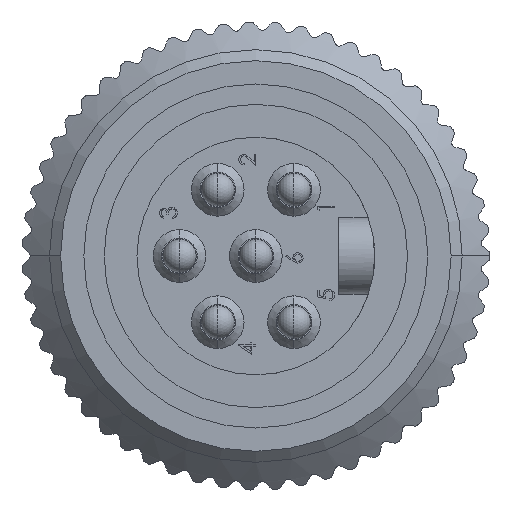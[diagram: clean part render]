
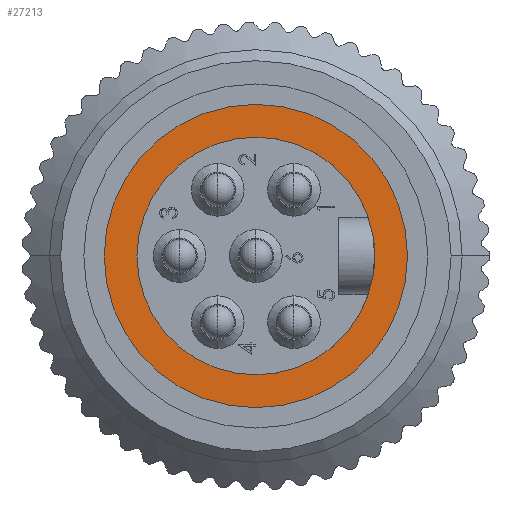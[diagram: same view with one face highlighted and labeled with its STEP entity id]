
A CAD part, left-side view. The second image highlights one B-rep face of the part: STEP entity #27213.
In plain terms, the highlighted planar face has unit normal (-1, 0, 0).
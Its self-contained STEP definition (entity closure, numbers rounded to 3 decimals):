
#365 = VERTEX_POINT ( 'NONE', #33342 ) ;
#647 = FACE_BOUND ( 'NONE', #5295, .T. ) ;
#795 = ORIENTED_EDGE ( 'NONE', *, *, #5486, .T. ) ;
#1223 = VERTEX_POINT ( 'NONE', #10656 ) ;
#2310 = VERTEX_POINT ( 'NONE', #29709 ) ;
#2364 = ORIENTED_EDGE ( 'NONE', *, *, #16770, .F. ) ;
#2765 = ORIENTED_EDGE ( 'NONE', *, *, #15643, .F. ) ;
#3633 = CARTESIAN_POINT ( 'NONE',  ( -7.01, 0., 0. ) ) ;
#3690 = PLANE ( 'NONE',  #10831 ) ;
#5295 = EDGE_LOOP ( 'NONE', ( #2765, #2364 ) ) ;
#5298 = FACE_OUTER_BOUND ( 'NONE', #27934, .T. ) ;
#5486 = EDGE_CURVE ( 'NONE', #2310, #14938, #33671, .T. ) ;
#6330 = DIRECTION ( 'NONE',  ( 0., 0., 1. ) ) ;
#6397 = DIRECTION ( 'NONE',  ( 0., 0., 1. ) ) ;
#6918 = CARTESIAN_POINT ( 'NONE',  ( -7.01, 0., 0. ) ) ;
#9628 = DIRECTION ( 'NONE',  ( 0., 0., 1. ) ) ;
#9691 = ORIENTED_EDGE ( 'NONE', *, *, #18483, .T. ) ;
#10059 = CARTESIAN_POINT ( 'NONE',  ( -7.01, 0., 0. ) ) ;
#10656 = CARTESIAN_POINT ( 'NONE',  ( -7.01, 0., -7.11 ) ) ;
#10831 = AXIS2_PLACEMENT_3D ( 'NONE', #14279, #22442, #6397 ) ;
#11960 = AXIS2_PLACEMENT_3D ( 'NONE', #29485, #13446, #32169 ) ;
#12753 = DIRECTION ( 'NONE',  ( 0., 0., 1. ) ) ;
#13446 = DIRECTION ( 'NONE',  ( -1., 0., 0. ) ) ;
#14213 = CIRCLE ( 'NONE', #31347, 7.11 ) ;
#14279 = CARTESIAN_POINT ( 'NONE',  ( -7.01, 0., 0. ) ) ;
#14938 = VERTEX_POINT ( 'NONE', #29642 ) ;
#14943 = CIRCLE ( 'NONE', #31542, 7.11 ) ;
#15643 = EDGE_CURVE ( 'NONE', #365, #1223, #14943, .T. ) ;
#16770 = EDGE_CURVE ( 'NONE', #1223, #365, #14213, .T. ) ;
#18483 = EDGE_CURVE ( 'NONE', #14938, #2310, #25883, .T. ) ;
#22376 = DIRECTION ( 'NONE',  ( -1., 0., 0. ) ) ;
#22442 = DIRECTION ( 'NONE',  ( -1., 0., 0. ) ) ;
#25661 = DIRECTION ( 'NONE',  ( -1., 0., 0. ) ) ;
#25883 = CIRCLE ( 'NONE', #34061, 9.07 ) ;
#27213 = ADVANCED_FACE ( 'NONE', ( #647, #5298 ), #3690, .T. ) ;
#27934 = EDGE_LOOP ( 'NONE', ( #795, #9691 ) ) ;
#28804 = DIRECTION ( 'NONE',  ( -1., 0., 0. ) ) ;
#29485 = CARTESIAN_POINT ( 'NONE',  ( -7.01, 0., 0. ) ) ;
#29642 = CARTESIAN_POINT ( 'NONE',  ( -7.01, 0., -9.07 ) ) ;
#29709 = CARTESIAN_POINT ( 'NONE',  ( -7.01, 0., 9.07 ) ) ;
#31347 = AXIS2_PLACEMENT_3D ( 'NONE', #10059, #28804, #12753 ) ;
#31542 = AXIS2_PLACEMENT_3D ( 'NONE', #3633, #22376, #6330 ) ;
#32169 = DIRECTION ( 'NONE',  ( 0., 0., 1. ) ) ;
#33342 = CARTESIAN_POINT ( 'NONE',  ( -7.01, 0., 7.11 ) ) ;
#33671 = CIRCLE ( 'NONE', #11960, 9.07 ) ;
#34061 = AXIS2_PLACEMENT_3D ( 'NONE', #6918, #25661, #9628 ) ;
